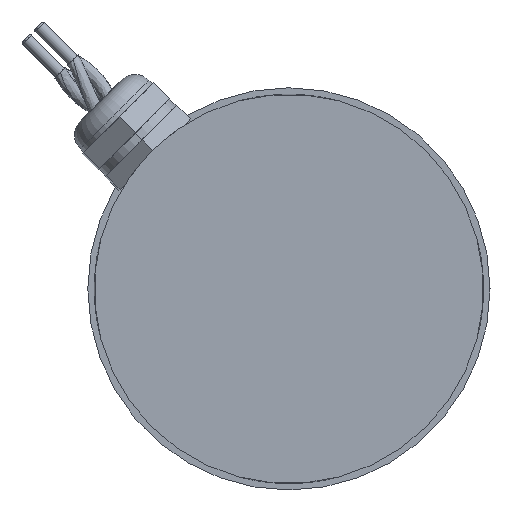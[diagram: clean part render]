
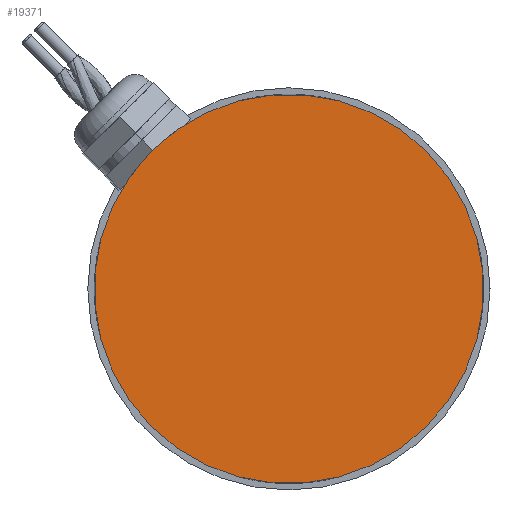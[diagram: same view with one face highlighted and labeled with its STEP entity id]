
A CAD part, left-side view. The second image highlights one B-rep face of the part: STEP entity #19371.
In plain terms, the highlighted planar face has unit normal (-1, 0, 0).
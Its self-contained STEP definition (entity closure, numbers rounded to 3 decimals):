
#116 = CIRCLE ( 'NONE', #3501, 50.8 ) ;
#255 = DIRECTION ( 'NONE',  ( 0., 0.707, 0.707 ) ) ;
#632 = PLANE ( 'NONE',  #12720 ) ;
#879 = DIRECTION ( 'NONE',  ( 1., 0., 0. ) ) ;
#1400 = EDGE_CURVE ( 'NONE', #3315, #22692, #21647, .T. ) ;
#2570 = CARTESIAN_POINT ( 'NONE',  ( -196.72, 0., 0. ) ) ;
#3315 = VERTEX_POINT ( 'NONE', #5237 ) ;
#3501 = AXIS2_PLACEMENT_3D ( 'NONE', #12264, #23112, #17716 ) ;
#5237 = CARTESIAN_POINT ( 'NONE',  ( -196.72, -35.921, -35.921 ) ) ;
#8606 = ORIENTED_EDGE ( 'NONE', *, *, #14840, .F. ) ;
#10102 = AXIS2_PLACEMENT_3D ( 'NONE', #11119, #11271, #255 ) ;
#11119 = CARTESIAN_POINT ( 'NONE',  ( -196.72, 0., 0. ) ) ;
#11271 = DIRECTION ( 'NONE',  ( 1., 0., 0. ) ) ;
#12264 = CARTESIAN_POINT ( 'NONE',  ( -196.72, 0., 0. ) ) ;
#12720 = AXIS2_PLACEMENT_3D ( 'NONE', #2570, #879, #13634 ) ;
#13097 = EDGE_LOOP ( 'NONE', ( #20517, #8606 ) ) ;
#13308 = CARTESIAN_POINT ( 'NONE',  ( -196.72, 35.921, 35.921 ) ) ;
#13634 = DIRECTION ( 'NONE',  ( 0., 0.707, 0.707 ) ) ;
#14840 = EDGE_CURVE ( 'NONE', #22692, #3315, #116, .T. ) ;
#17716 = DIRECTION ( 'NONE',  ( 0., 0.707, 0.707 ) ) ;
#18098 = FACE_OUTER_BOUND ( 'NONE', #13097, .T. ) ;
#19371 = ADVANCED_FACE ( 'NONE', ( #18098 ), #632, .F. ) ;
#20517 = ORIENTED_EDGE ( 'NONE', *, *, #1400, .F. ) ;
#21647 = CIRCLE ( 'NONE', #10102, 50.8 ) ;
#22692 = VERTEX_POINT ( 'NONE', #13308 ) ;
#23112 = DIRECTION ( 'NONE',  ( 1., 0., 0. ) ) ;
